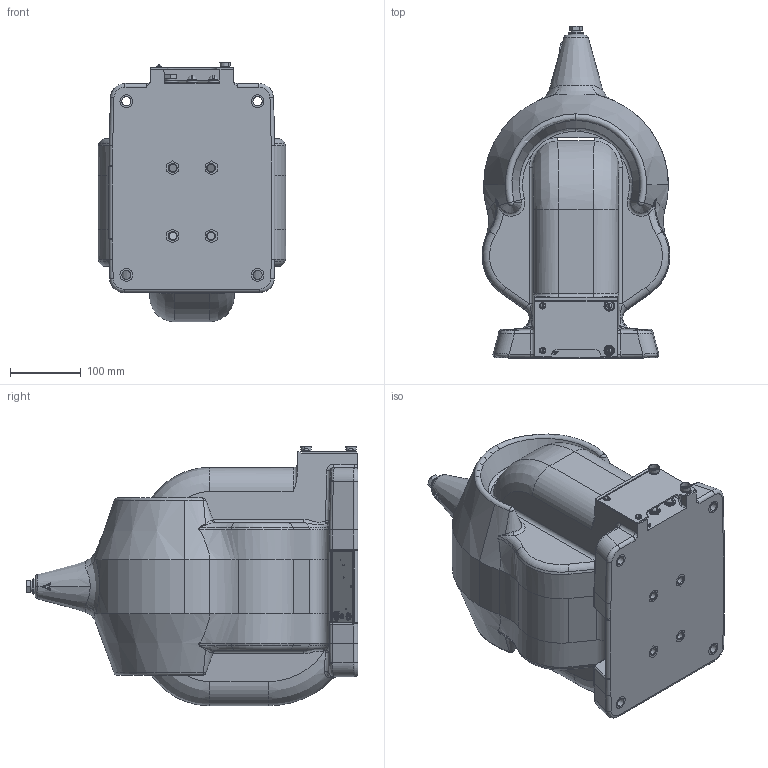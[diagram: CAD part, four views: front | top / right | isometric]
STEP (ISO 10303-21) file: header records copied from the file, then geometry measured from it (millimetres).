
FILE_DESCRIPTION (( 'STEP AP203' ), '1' );
FILE_NAME ('峭嗡.06-35.STEP', '2017-01-24T05:15:53', ( '' ), ( '' ), 'SwSTEP 2.0', 'SolidWorks 2010', '' );
FILE_SCHEMA (( 'CONFIG_CONTROL_DESIGN' ));
Length unit declared in the file: millimetre
Products named in the file (1): е恂.06-35
Bounding box: 264.9 x 467.9 x 366 mm (x, y, z)
Surface area: 564573.5 mm2 (no closed solid volume)
Topology: 0 solids, 46 shells, 462 faces, 1656 edges, 1220 vertices
Faces by surface type: plane 138, cylinder 132, bspline 75, cone 59, torus 36, sphere 22
Entity records: 23085 total; most frequent: CARTESIAN_POINT 9628, DIRECTION 2678, ORIENTED_EDGE 2623, EDGE_CURVE 1655, VERTEX_POINT 1220, AXIS2_PLACEMENT_3D 1022, VECTOR 634, CIRCLE 634
